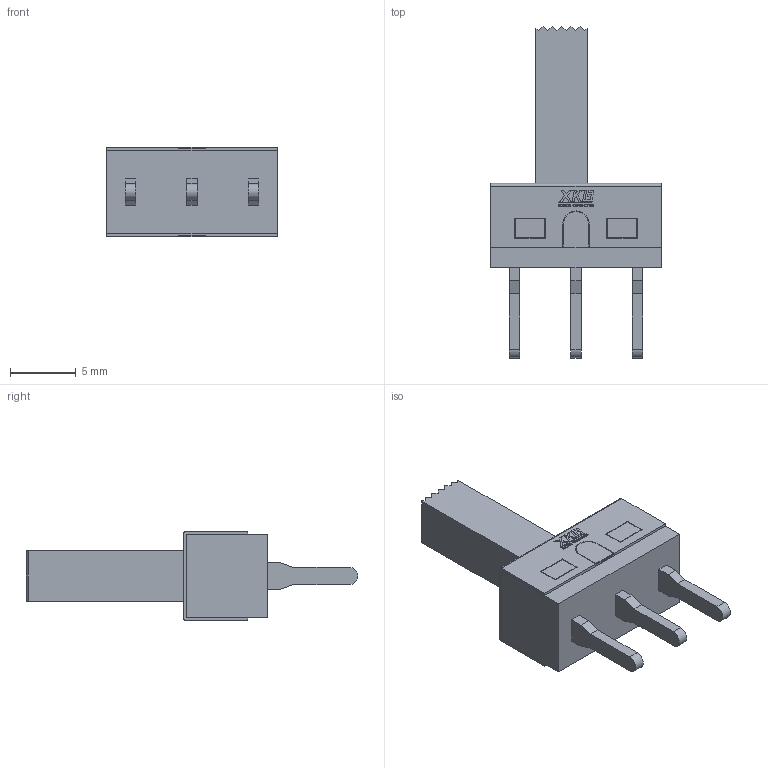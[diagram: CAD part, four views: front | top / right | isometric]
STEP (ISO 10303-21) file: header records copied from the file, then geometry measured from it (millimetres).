
FILE_DESCRIPTION((''),'2;1');
FILE_NAME('SS-12D10L12','2019-12-20T',('Administrator'),(''),'PRO/ENGINEER BY PARAMETRIC TECHNOLOGY CORPORATION, 2010280','PRO/ENGINEER BY PARAMETRIC TECHNOLOGY CORPORATION, 2010280','');
FILE_SCHEMA(('CONFIG_CONTROL_DESIGN'));
Length unit declared in the file: millimetre
Products named in the file (1): SS-12D10L12
Bounding box: 13 x 25.3 x 6.8 mm (x, y, z)
Volume: 753.5 mm3; surface area: 1084.4 mm2
Topology: 4 solids, 4 shells, 549 faces, 1541 edges, 1026 vertices
Faces by surface type: plane 536, cylinder 13
Entity records: 17377 total; most frequent: CARTESIAN_POINT 3116, ORIENTED_EDGE 3082, DIRECTION 2665, EDGE_CURVE 1541, VECTOR 1515, LINE 1515, VERTEX_POINT 1026, EDGE_LOOP 583
